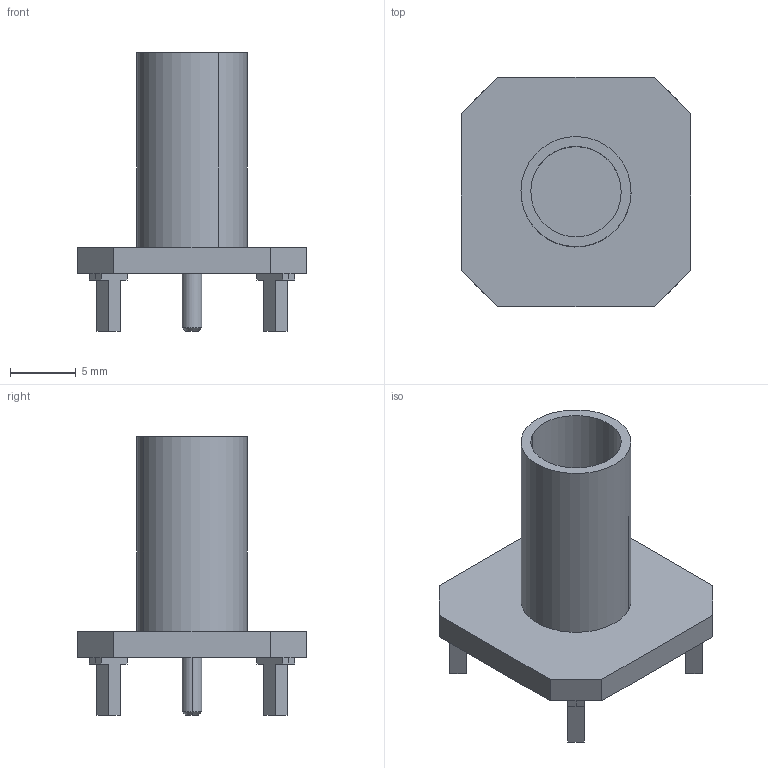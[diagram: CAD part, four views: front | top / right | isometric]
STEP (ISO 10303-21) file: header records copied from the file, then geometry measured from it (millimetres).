
FILE_DESCRIPTION(('CATIA V5 STEP Exchange','CAx-IF Rec.Pracs.--- Model Styling and Organization---1.4--- 2014-01-23','CAx-IF Rec.Pracs.---3D Tessellated Data Validation Properties---0.5---2014-09-14'),'2;1');
FILE_NAME('73133-500x.stp','2024-03-11T10:35:46+00:00',('none'),('none'),'CATIA Version 5-6 Release 2018 SP6 HF31','CATIA V5 STEP AP242','none');
FILE_SCHEMA(('AP242_MANAGED_MODEL_BASED_3D_ENGINEERING_MIM_LF {1 0 10303 442 1 1 4}'));
Length unit declared in the file: millimetre
Products named in the file (1): 73133-500x
Bounding box: 17.5 x 17.5 x 21.2 mm (x, y, z)
Volume: 972.1 mm3; surface area: 1483.3 mm2
Topology: 1 solids, 1 shells, 65 faces, 170 edges, 110 vertices
Faces by surface type: plane 57, cylinder 6, cone 2
Entity records: 1887 total; most frequent: ORIENTED_EDGE 340, CARTESIAN_POINT 329, DIRECTION 266, EDGE_CURVE 170, VECTOR 156, LINE 156, VERTEX_POINT 110, EDGE_LOOP 68
